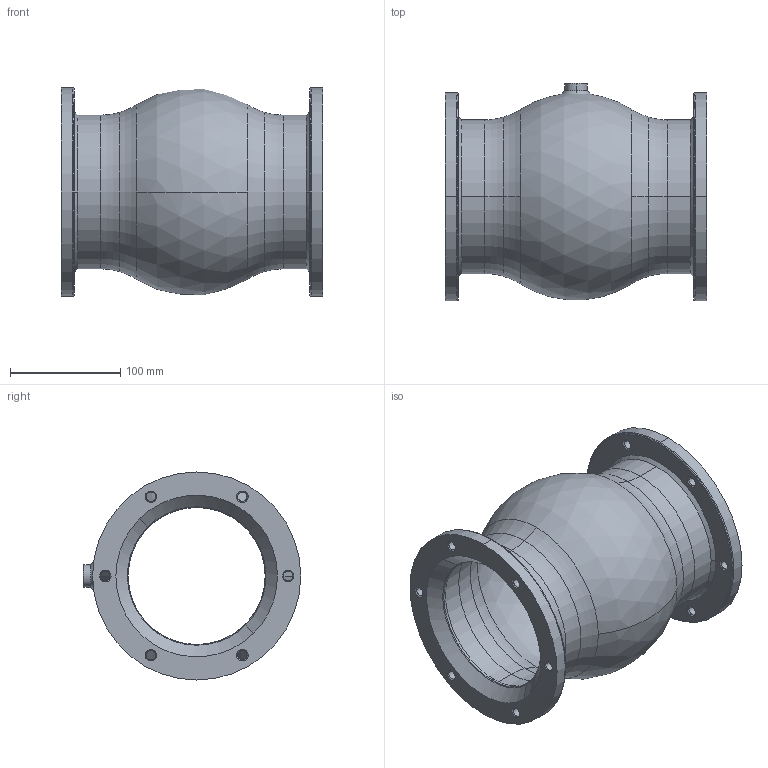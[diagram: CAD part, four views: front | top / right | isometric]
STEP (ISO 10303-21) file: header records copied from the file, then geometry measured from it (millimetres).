
FILE_DESCRIPTION((''),'2;1');
FILE_NAME('GEHAEUSE_QV-200-100','2020-03-22T18:34:25',('Admin'),(''),'CREO PARAMETRIC BY PTC INC, 2016510','CREO PARAMETRIC BY PTC INC, 2016510','');
FILE_SCHEMA(('CONFIG_CONTROL_DESIGN'));
Length unit declared in the file: millimetre
Products named in the file (1): GEHAEUSE_QV-200-100
Bounding box: 237.5 x 197.5 x 189 mm (x, y, z)
Volume: 558599.8 mm3; surface area: 301209.2 mm2
Topology: 1 solids, 1 shells, 151 faces, 448 edges, 302 vertices
Faces by surface type: cone 60, torus 40, cylinder 40, plane 7, sphere 4
Entity records: 5404 total; most frequent: DIRECTION 1098, CARTESIAN_POINT 901, ORIENTED_EDGE 896, AXIS2_PLACEMENT_3D 499, EDGE_CURVE 448, CIRCLE 348, VERTEX_POINT 302, EDGE_LOOP 182
